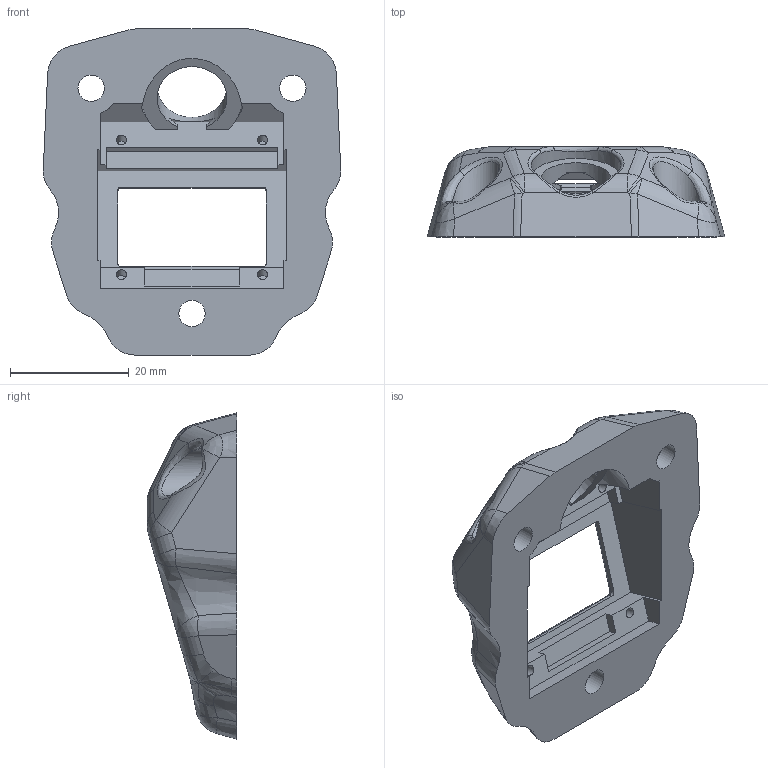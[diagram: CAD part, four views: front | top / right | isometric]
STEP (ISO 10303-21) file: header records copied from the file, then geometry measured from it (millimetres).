
FILE_DESCRIPTION(/* description */ (''),/* implementation_level */ '2;1');
FILE_NAME(/* name */ 'displaymount_v3.step',/* time_stamp */ '2018-01-27T14:39:12+11:00',/* author */ (''),/* organization */ (''),/* preprocessor_version */ 'ST-DEVELOPER v16.13',/* originating_system */ 'Autodesk Translation Framework v6.5.0.72',/* authorisation */ '');
FILE_SCHEMA (('AUTOMOTIVE_DESIGN { 1 0 10303 214 3 1 1 }'));
Length unit declared in the file: millimetre
Products named in the file (1): display mount 2
Bounding box: 50.18 x 15.17 x 55 mm (x, y, z)
Volume: 11959.8 mm3; surface area: 7169.9 mm2
Topology: 1 solids, 1 shells, 189 faces, 458 edges, 272 vertices
Faces by surface type: plane 55, cylinder 53, bspline 50, sphere 16, cone 9, torus 6
Full cylindrical faces by diameter (mm): 1.7 x4, 4.45 x3, 8 x3, 11.8 x1, 15.2 x1
Entity records: 9377 total; most frequent: CARTESIAN_POINT 5123, ORIENTED_EDGE 916, DIRECTION 830, EDGE_CURVE 458, AXIS2_PLACEMENT_3D 325, VERTEX_POINT 272, EDGE_LOOP 200, FACE_OUTER_BOUND 189
